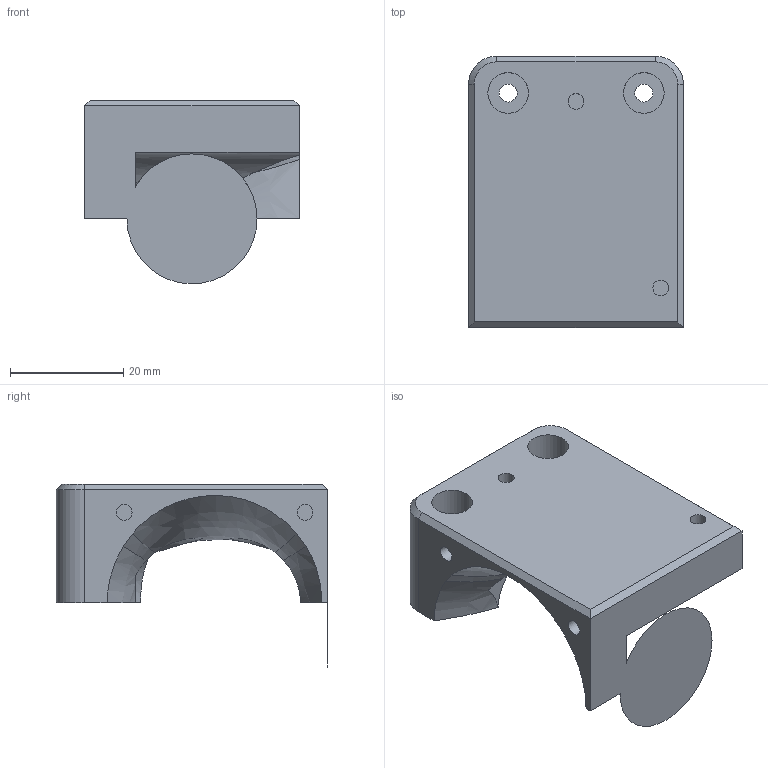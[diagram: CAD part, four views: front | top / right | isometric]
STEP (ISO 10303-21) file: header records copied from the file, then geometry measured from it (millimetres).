
FILE_DESCRIPTION(('FreeCAD Model'),'2;1');
FILE_NAME('Open CASCADE Shape Model','2023-03-22T10:52:43',('Author'),( ''),'Open CASCADE STEP processor 7.5','FreeCAD','Unknown');
FILE_SCHEMA(('AUTOMOTIVE_DESIGN { 1 0 10303 214 1 1 1 1 }'));
Length unit declared in the file: millimetre
Products named in the file (1): hotend.bowden.lid
Bounding box: 38 x 48 x 32.5 mm (x, y, z)
Volume: 23841.7 mm3; surface area: 8011.1 mm2
Topology: 1 solids, 1 shells, 50 faces, 120 edges, 78 vertices
Faces by surface type: plane 22, cylinder 17, bspline 9, cone 2
Full cylindrical faces by diameter (mm): 2.8 x4, 3.2 x2, 7.2 x2, 23 x1
Entity records: 4951 total; most frequent: CARTESIAN_POINT 2721, DIRECTION 335, ORIENTED_EDGE 240, PCURVE 240, DEFINITIONAL_REPRESENTATION 240, LINE 167, VECTOR 167, B_SPLINE_CURVE_WITH_KNOTS 131
